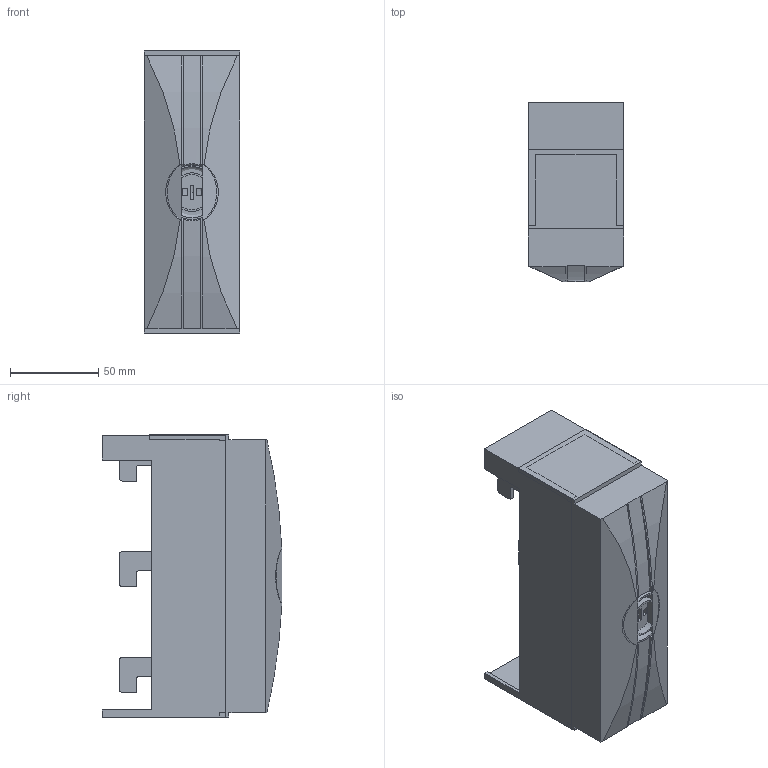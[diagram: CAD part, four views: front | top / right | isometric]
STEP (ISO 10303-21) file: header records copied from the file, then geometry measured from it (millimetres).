
FILE_DESCRIPTION(/* description */ ('STEP AP214'),/* implementation_level */ '2;1');
FILE_NAME(/* name */ '01401',/* time_stamp */ '2023-09-27T08:47:23+02:00',/* author */ ('License CC BY-ND 4.0'),/* organization */ ('CADENAS'),/* preprocessor_version */ 'ST-DEVELOPER v19.3',/* originating_system */ 'PARTsolutions',/* authorisation */ ' ');
FILE_SCHEMA (('AUTOMOTIVE_DESIGN {1 0 10303 214 3 1 1}'));
Length unit declared in the file: millimetre
Products named in the file (5): 01401; 30134000 01401; 77082000; 77176000; 77175000
Assembly tree (6 placements, depth 2):
  01401
    30134000 01401  x3
    77082000
    77176000
    77175000
Bounding box: 54 x 102.03 x 160.25 mm (x, y, z)
Volume: 325350.8 mm3; surface area: 120545.6 mm2
Topology: 6 solids, 6 shells, 276 faces, 764 edges, 504 vertices
Faces by surface type: plane 205, cylinder 65, cone 4, sphere 2
Full cylindrical faces by diameter (mm): 8 x6
Entity records: 6040 total; most frequent: CARTESIAN_POINT 1031, ORIENTED_EDGE 958, DIRECTION 912, EDGE_CURVE 479, LINE 384, VECTOR 384, VERTEX_POINT 315, AXIS2_PLACEMENT_3D 264
